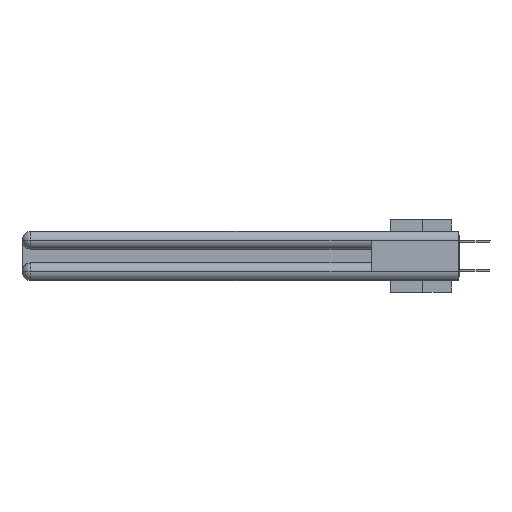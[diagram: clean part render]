
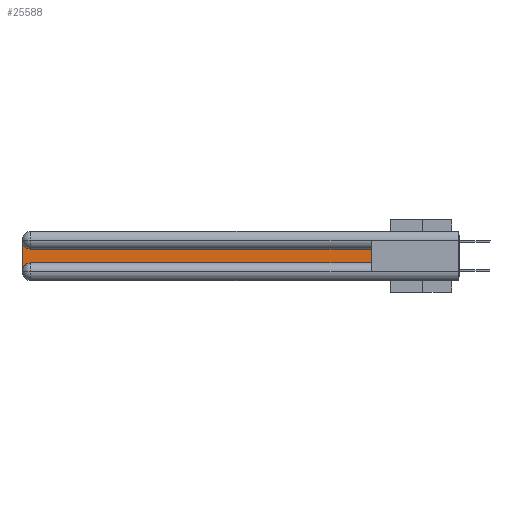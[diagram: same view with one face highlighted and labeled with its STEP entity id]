
A CAD part, left-side view. The second image highlights one B-rep face of the part: STEP entity #25588.
In plain terms, the highlighted planar face has unit normal (-1, 0, 0).
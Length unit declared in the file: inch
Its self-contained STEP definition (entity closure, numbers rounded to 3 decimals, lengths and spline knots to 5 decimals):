
#948 = DIRECTION ( 'NONE',  ( 1., 0., 0. ) ) ;
#1311 = CARTESIAN_POINT ( 'NONE',  ( 0.075, 2.94, -0.1225 ) ) ;
#1828 = PLANE ( 'NONE',  #2582 ) ;
#2392 = VERTEX_POINT ( 'NONE', #28227 ) ;
#2582 = AXIS2_PLACEMENT_3D ( 'NONE', #6964, #29987, #10998 ) ;
#3149 = EDGE_CURVE ( 'NONE', #16678, #8246, #6187, .T. ) ;
#4050 = VECTOR ( 'NONE', #5645, 39.37008 ) ;
#4393 = CARTESIAN_POINT ( 'NONE',  ( 0.075, 0.6, -0.1225 ) ) ;
#5274 = CARTESIAN_POINT ( 'NONE',  ( 0.075, 0.6, -0.2175 ) ) ;
#5450 = ORIENTED_EDGE ( 'NONE', *, *, #7449, .T. ) ;
#5645 = DIRECTION ( 'NONE',  ( 0., -1., 0. ) ) ;
#6138 = CARTESIAN_POINT ( 'NONE',  ( 0.075, 0.6, -0.2175 ) ) ;
#6187 = LINE ( 'NONE', #33464, #7503 ) ;
#6964 = CARTESIAN_POINT ( 'NONE',  ( 0.075, 3., -0.1225 ) ) ;
#7044 = EDGE_CURVE ( 'NONE', #16264, #15602, #26937, .T. ) ;
#7393 = ORIENTED_EDGE ( 'NONE', *, *, #29851, .T. ) ;
#7449 = EDGE_CURVE ( 'NONE', #8246, #2392, #11775, .T. ) ;
#7503 = VECTOR ( 'NONE', #8255, 39.37008 ) ;
#8076 = ORIENTED_EDGE ( 'NONE', *, *, #34729, .T. ) ;
#8246 = VERTEX_POINT ( 'NONE', #25479 ) ;
#8255 = DIRECTION ( 'NONE',  ( 0., 0., -1. ) ) ;
#9927 = ORIENTED_EDGE ( 'NONE', *, *, #33514, .T. ) ;
#10070 = DIRECTION ( 'NONE',  ( 0., 0., -1. ) ) ;
#10998 = DIRECTION ( 'NONE',  ( 0., 0., -1. ) ) ;
#11775 = CIRCLE ( 'NONE', #14043, 0.06 ) ;
#12494 = LINE ( 'NONE', #5274, #4050 ) ;
#12878 = ORIENTED_EDGE ( 'NONE', *, *, #3149, .T. ) ;
#13598 = EDGE_LOOP ( 'NONE', ( #24197, #7393, #12878, #5450, #8076, #9927 ) ) ;
#14043 = AXIS2_PLACEMENT_3D ( 'NONE', #18716, #24697, #10070 ) ;
#14223 = DIRECTION ( 'NONE',  ( 0., 0., 1. ) ) ;
#14314 = AXIS2_PLACEMENT_3D ( 'NONE', #32209, #948, #15094 ) ;
#15094 = DIRECTION ( 'NONE',  ( 0., 0., -1. ) ) ;
#15602 = VERTEX_POINT ( 'NONE', #1311 ) ;
#16264 = VERTEX_POINT ( 'NONE', #28516 ) ;
#16678 = VERTEX_POINT ( 'NONE', #30545 ) ;
#18716 = CARTESIAN_POINT ( 'NONE',  ( 0.075, 2.94, -0.2775 ) ) ;
#18852 = DIRECTION ( 'NONE',  ( 0., 1., 0. ) ) ;
#19540 = FACE_OUTER_BOUND ( 'NONE', #13598, .T. ) ;
#20449 = VERTEX_POINT ( 'NONE', #24574 ) ;
#22773 = CIRCLE ( 'NONE', #14314, 0.06 ) ;
#24197 = ORIENTED_EDGE ( 'NONE', *, *, #7044, .T. ) ;
#24574 = CARTESIAN_POINT ( 'NONE',  ( 0.075, 0.6, -0.2175 ) ) ;
#24697 = DIRECTION ( 'NONE',  ( 1., 0., 0. ) ) ;
#25479 = CARTESIAN_POINT ( 'NONE',  ( 0.075, 3., -0.2775 ) ) ;
#25588 = ADVANCED_FACE ( 'NONE', ( #19540 ), #1828, .F. ) ;
#26937 = LINE ( 'NONE', #4393, #28289 ) ;
#28227 = CARTESIAN_POINT ( 'NONE',  ( 0.075, 2.94, -0.2175 ) ) ;
#28289 = VECTOR ( 'NONE', #18852, 39.37008 ) ;
#28516 = CARTESIAN_POINT ( 'NONE',  ( 0.075, 0.6, -0.1225 ) ) ;
#29851 = EDGE_CURVE ( 'NONE', #15602, #16678, #22773, .T. ) ;
#29987 = DIRECTION ( 'NONE',  ( 1., 0., 0. ) ) ;
#30545 = CARTESIAN_POINT ( 'NONE',  ( 0.075, 3., -0.0625 ) ) ;
#30975 = VECTOR ( 'NONE', #14223, 39.37008 ) ;
#31857 = LINE ( 'NONE', #6138, #30975 ) ;
#32209 = CARTESIAN_POINT ( 'NONE',  ( 0.075, 2.94, -0.0625 ) ) ;
#33464 = CARTESIAN_POINT ( 'NONE',  ( 0.075, 3., -0.2175 ) ) ;
#33514 = EDGE_CURVE ( 'NONE', #20449, #16264, #31857, .T. ) ;
#34729 = EDGE_CURVE ( 'NONE', #2392, #20449, #12494, .T. ) ;
